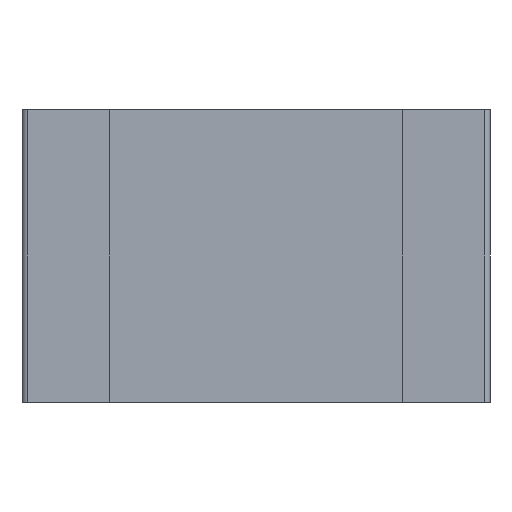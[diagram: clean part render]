
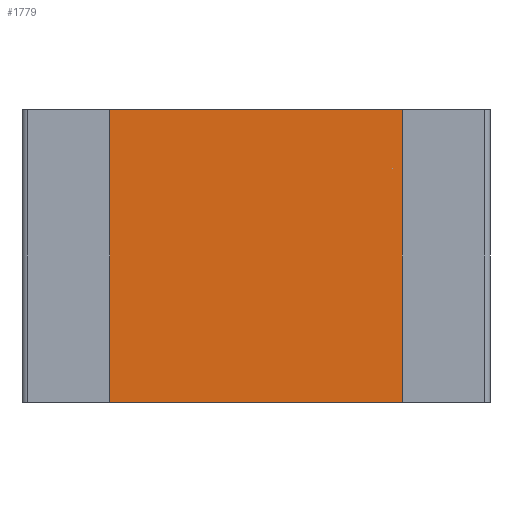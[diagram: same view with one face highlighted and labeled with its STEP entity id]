
A CAD part, front view. The second image highlights one B-rep face of the part: STEP entity #1779.
In plain terms, the highlighted planar face has unit normal (0, -1, 0).
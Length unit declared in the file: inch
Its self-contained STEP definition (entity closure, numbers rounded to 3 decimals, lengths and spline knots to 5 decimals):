
#69=FACE_OUTER_BOUND('',#167,.T.);
#167=EDGE_LOOP('',(#1178,#1179,#1180,#1181));
#265=LINE('',#2518,#497);
#270=LINE('',#2528,#502);
#271=LINE('',#2531,#503);
#272=LINE('',#2532,#504);
#497=VECTOR('',#2022,0.078);
#502=VECTOR('',#2031,0.05);
#503=VECTOR('',#2034,0.078);
#504=VECTOR('',#2035,0.05);
#726=VERTEX_POINT('',#2511);
#729=VERTEX_POINT('',#2516);
#732=VERTEX_POINT('',#2526);
#733=VERTEX_POINT('',#2530);
#905=EDGE_CURVE('',#729,#726,#265,.T.);
#910=EDGE_CURVE('',#729,#732,#270,.T.);
#911=EDGE_CURVE('',#733,#732,#271,.T.);
#912=EDGE_CURVE('',#726,#733,#272,.T.);
#1178=ORIENTED_EDGE('',*,*,#910,.T.);
#1179=ORIENTED_EDGE('',*,*,#911,.F.);
#1180=ORIENTED_EDGE('',*,*,#912,.F.);
#1181=ORIENTED_EDGE('',*,*,#905,.F.);
#1697=PLANE('',#1888);
#1779=ADVANCED_FACE('',(#69),#1697,.T.);
#1888=AXIS2_PLACEMENT_3D('',#2529,#2032,#2033);
#2022=DIRECTION('',(-1.,0.,0.));
#2031=DIRECTION('',(0.,0.,1.));
#2032=DIRECTION('center_axis',(0.,-1.,0.));
#2033=DIRECTION('ref_axis',(1.,0.,0.));
#2034=DIRECTION('',(1.,0.,0.));
#2035=DIRECTION('',(0.,0.,1.));
#2511=CARTESIAN_POINT('',(-0.039,0.001,-0.025));
#2516=CARTESIAN_POINT('',(0.039,0.001,-0.025));
#2518=CARTESIAN_POINT('',(-0.039,0.001,-0.025));
#2526=CARTESIAN_POINT('',(0.039,0.001,0.025));
#2528=CARTESIAN_POINT('',(0.039,0.001,0.));
#2529=CARTESIAN_POINT('Origin',(-0.039,0.001,0.));
#2530=CARTESIAN_POINT('',(-0.039,0.001,0.025));
#2531=CARTESIAN_POINT('',(-0.039,0.001,0.025));
#2532=CARTESIAN_POINT('',(-0.039,0.001,0.));
